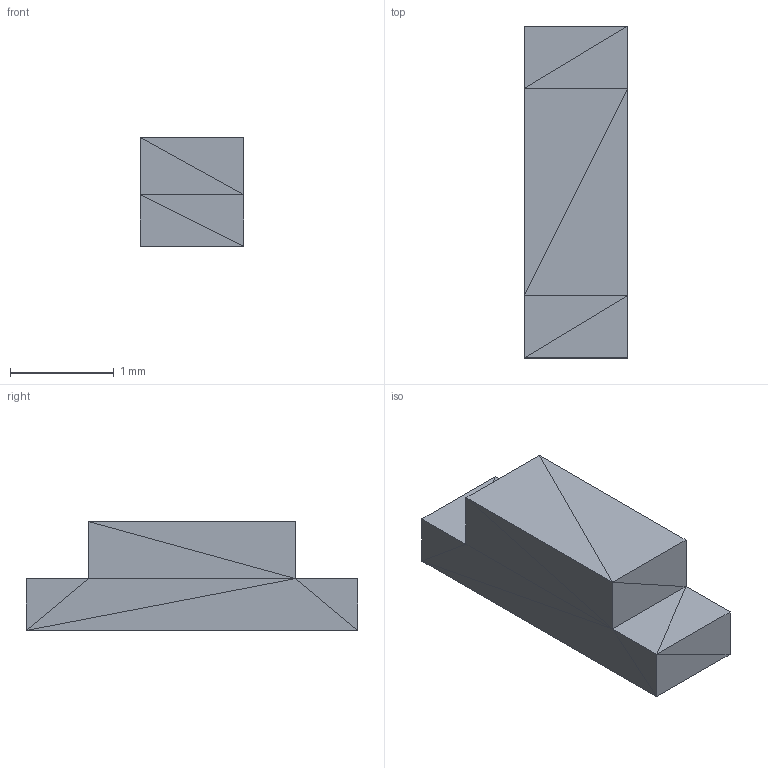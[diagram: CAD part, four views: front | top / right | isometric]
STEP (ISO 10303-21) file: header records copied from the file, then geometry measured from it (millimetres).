
FILE_DESCRIPTION(('Aspose.CAD STEP Model'),'2;1');
FILE_NAME('','2023',(''),(''),'','Aspose.CAD','');
FILE_SCHEMA(('AUTOMOTIVE_DESIGN'));
Products named in the file (2): Unnamed; Brep shape
Bounding box: 1 x 3.2 x 1.05 mm (x, y, z)
Volume: 2.7 mm3; surface area: 13.9 mm2
Topology: 1 solids, 1 shells, 28 faces, 42 edges, 16 vertices
Faces by surface type: plane 28
Entity records: 190 total; most frequent: AXIS2_PLACEMENT_3D 30, POLY_LOOP 28, FACE_OUTER_BOUND 28, PLANE 28, FACE_SURFACE 28, CARTESIAN_POINT 17, DIRECTION 17, PRODUCT 2
